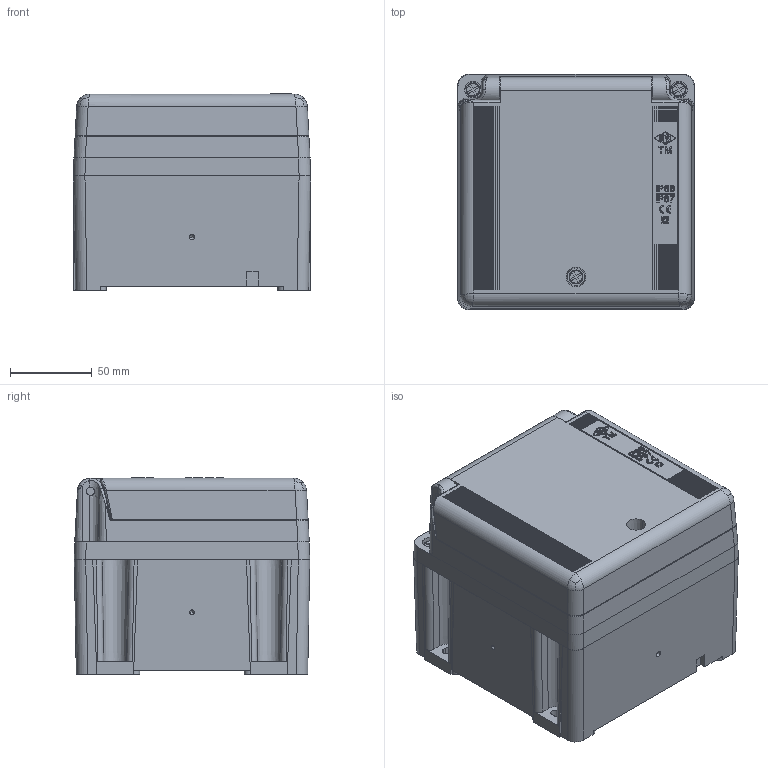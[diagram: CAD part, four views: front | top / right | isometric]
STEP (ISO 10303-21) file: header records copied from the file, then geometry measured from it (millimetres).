
FILE_DESCRIPTION(('Creo Elements/Direct Modeling STEP Export'),'2;1');
FILE_NAME('223mj5460vmrpsb8032','2024-01-31T13:47:15',(''),(''),'Creo Elements/Direct Modeling STEP processor for AP214 (Solid Model)','Creo Elements/Direct Modeling 20.5B 27-May-2023 (C) Parametric Technology GmbH','');
FILE_SCHEMA(('AUTOMOTIVE_DESIGN { 1 0 10303 214 1 1 1 1 }'));
Length unit declared in the file: millimetre
Products named in the file (4): CALOTTA_1414; SCATOLA_1414; SPORTELLO_1414; TM_1414_GB
Assembly tree (3 placements, depth 2):
  TM_1414_GB
    SPORTELLO_1414
    SCATOLA_1414
    CALOTTA_1414
Bounding box: 145 x 144 x 120.4 mm (x, y, z)
Volume: 883019.5 mm3; surface area: 257671 mm2
Topology: 3 solids, 5 shells, 1218 faces, 3322 edges, 2194 vertices
Faces by surface type: plane 939, cylinder 166, cone 58, bspline 30, torus 22, extrusion 3
Entity records: 55491 total; most frequent: CARTESIAN_POINT 15548, ORIENTED_EDGE 6620, DIRECTION 5637, EDGE_CURVE 3310, VECTOR 2615, LINE 2612, VERTEX_POINT 2194, AXIS2_PLACEMENT_3D 1511
